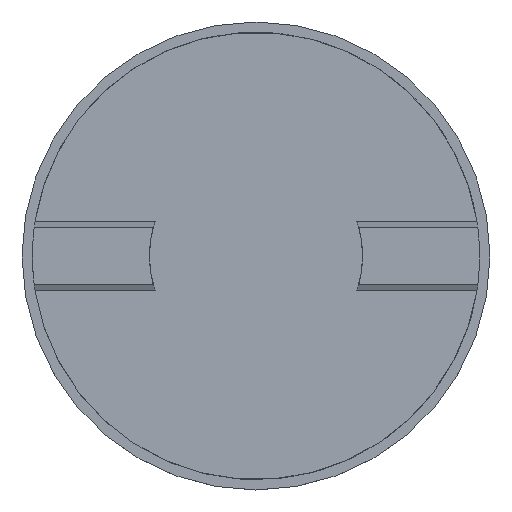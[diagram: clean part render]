
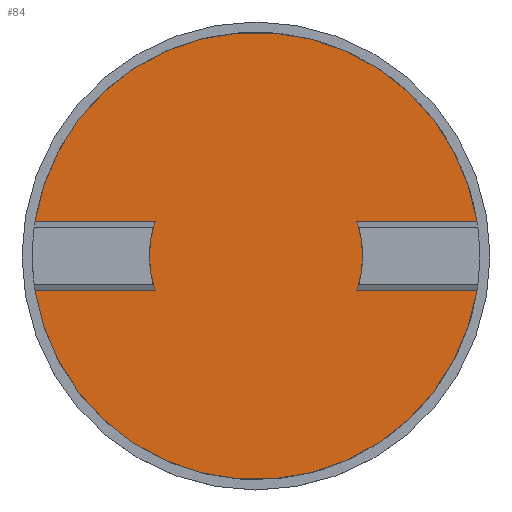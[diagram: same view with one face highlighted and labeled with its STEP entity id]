
A CAD part, top view. The second image highlights one B-rep face of the part: STEP entity #84.
In plain terms, the highlighted planar face has unit normal (0, 0, 1).
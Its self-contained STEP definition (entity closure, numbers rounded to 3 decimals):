
#57=PLANE('',#333);
#62=LINE('',#472,#70);
#64=LINE('',#482,#72);
#66=LINE('',#490,#74);
#68=LINE('',#498,#76);
#70=VECTOR('',#374,1.);
#72=VECTOR('',#386,1.);
#74=VECTOR('',#394,1.);
#76=VECTOR('',#404,1.);
#84=ADVANCED_FACE('',(#106),#57,.T.);
#106=FACE_OUTER_BOUND('',#116,.T.);
#116=EDGE_LOOP('',(#169,#170,#171,#172,#173,#174,#175,#176));
#169=ORIENTED_EDGE('',*,*,#229,.F.);
#170=ORIENTED_EDGE('',*,*,#249,.F.);
#171=ORIENTED_EDGE('',*,*,#250,.F.);
#172=ORIENTED_EDGE('',*,*,#236,.F.);
#173=ORIENTED_EDGE('',*,*,#251,.F.);
#174=ORIENTED_EDGE('',*,*,#241,.T.);
#175=ORIENTED_EDGE('',*,*,#252,.F.);
#176=ORIENTED_EDGE('',*,*,#245,.T.);
#205=VERTEX_POINT('',#457);
#206=VERTEX_POINT('',#458);
#210=VERTEX_POINT('',#467);
#212=VERTEX_POINT('',#471);
#215=VERTEX_POINT('',#481);
#216=VERTEX_POINT('',#483);
#218=VERTEX_POINT('',#488);
#220=VERTEX_POINT('',#497);
#229=EDGE_CURVE('',#205,#206,#261,.T.);
#236=EDGE_CURVE('',#212,#210,#62,.T.);
#241=EDGE_CURVE('',#216,#215,#64,.T.);
#245=EDGE_CURVE('',#218,#206,#66,.T.);
#249=EDGE_CURVE('',#220,#205,#68,.T.);
#250=EDGE_CURVE('',#210,#220,#266,.T.);
#251=EDGE_CURVE('',#216,#212,#267,.T.);
#252=EDGE_CURVE('',#218,#215,#268,.T.);
#261=CIRCLE('',#310,31.);
#266=CIRCLE('',#330,65.);
#267=CIRCLE('',#331,31.);
#268=CIRCLE('',#332,65.);
#310=AXIS2_PLACEMENT_3D('',#456,#359,#360);
#330=AXIS2_PLACEMENT_3D('',#500,#407,#408);
#331=AXIS2_PLACEMENT_3D('',#501,#409,#410);
#332=AXIS2_PLACEMENT_3D('',#502,#411,#412);
#333=AXIS2_PLACEMENT_3D('',#503,#413,#414);
#359=DIRECTION('',(0.,0.,-1.));
#360=DIRECTION('',(1.,0.,0.));
#374=DIRECTION('',(1.,0.,0.));
#386=DIRECTION('',(1.,0.,0.));
#394=DIRECTION('',(1.,0.,0.));
#404=DIRECTION('',(1.,0.,0.));
#407=DIRECTION('',(0.,0.,-1.));
#408=DIRECTION('',(1.,0.,0.));
#409=DIRECTION('',(0.,0.,-1.));
#410=DIRECTION('',(1.,0.,0.));
#411=DIRECTION('',(0.,0.,-1.));
#412=DIRECTION('',(1.,0.,0.));
#413=DIRECTION('',(0.,0.,1.));
#414=DIRECTION('',(1.,0.,0.));
#456=CARTESIAN_POINT('',(0.,0.,0.));
#457=CARTESIAN_POINT('',(-29.343,-10.,0.));
#458=CARTESIAN_POINT('',(-29.343,10.,0.));
#467=CARTESIAN_POINT('',(64.226,-10.,0.));
#471=CARTESIAN_POINT('',(29.343,-10.,0.));
#472=CARTESIAN_POINT('',(-100.,-10.,0.));
#481=CARTESIAN_POINT('',(64.226,10.,0.));
#482=CARTESIAN_POINT('',(-100.,10.,0.));
#483=CARTESIAN_POINT('',(29.343,10.,0.));
#488=CARTESIAN_POINT('',(-64.226,10.,0.));
#490=CARTESIAN_POINT('',(-100.,10.,0.));
#497=CARTESIAN_POINT('',(-64.226,-10.,0.));
#498=CARTESIAN_POINT('',(-100.,-10.,0.));
#500=CARTESIAN_POINT('',(0.,0.,0.));
#501=CARTESIAN_POINT('',(0.,0.,0.));
#502=CARTESIAN_POINT('',(0.,0.,0.));
#503=CARTESIAN_POINT('',(0.,0.,0.));
